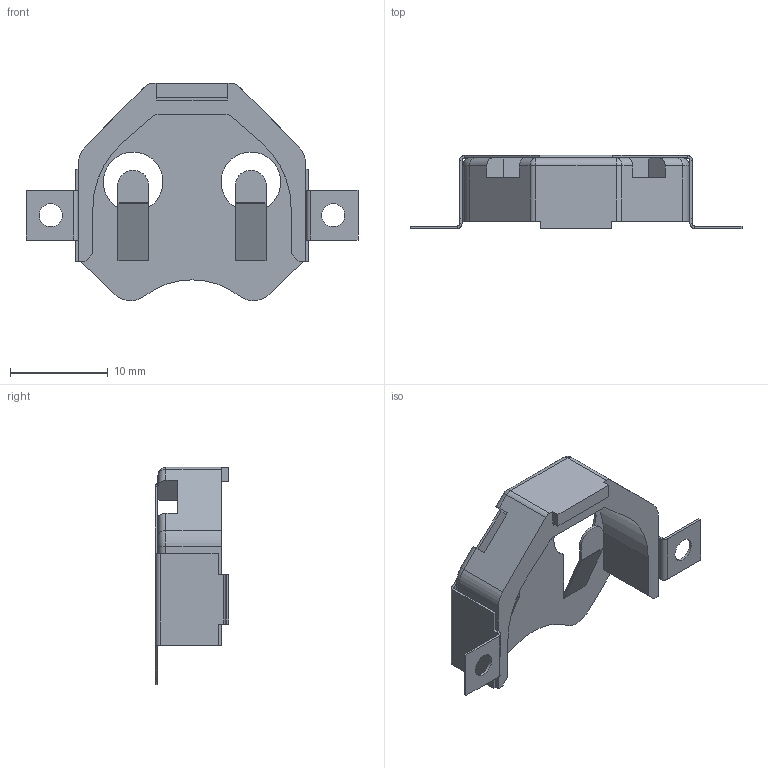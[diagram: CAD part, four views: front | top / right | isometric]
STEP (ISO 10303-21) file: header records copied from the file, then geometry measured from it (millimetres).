
FILE_DESCRIPTION(('FreeCAD Model'),'2;1');
FILE_NAME('keystone-PN3024-2_aligned.step','2020-07-13T23:37:28',('Anool'),('Wyolum'), 'Open CASCADE STEP processor 7.4','FreeCAD','Unknown');
FILE_SCHEMA(('AUTOMOTIVE_DESIGN { 1 0 10303 214 1 1 1 1 }'));
Length unit declared in the file: millimetre
Products named in the file (3): Unnamed; 3024-2.0; 3024-2.1
Assembly tree (2 placements, depth 2):
  Unnamed
    3024-2.0
    3024-2.1
Bounding box: 34.01 x 7.51 x 22.27 mm (x, y, z)
Volume: 754.2 mm3; surface area: 2095.4 mm2
Topology: 2 solids, 2 shells, 179 faces, 443 edges, 266 vertices
Faces by surface type: plane 129, cylinder 46, torus 2, sphere 2
Entity records: 5242 total; most frequent: CARTESIAN_POINT 907, DIRECTION 891, ORIENTED_EDGE 882, EDGE_CURVE 441, LINE 343, VECTOR 343, AXIS2_PLACEMENT_3D 274, VERTEX_POINT 266
